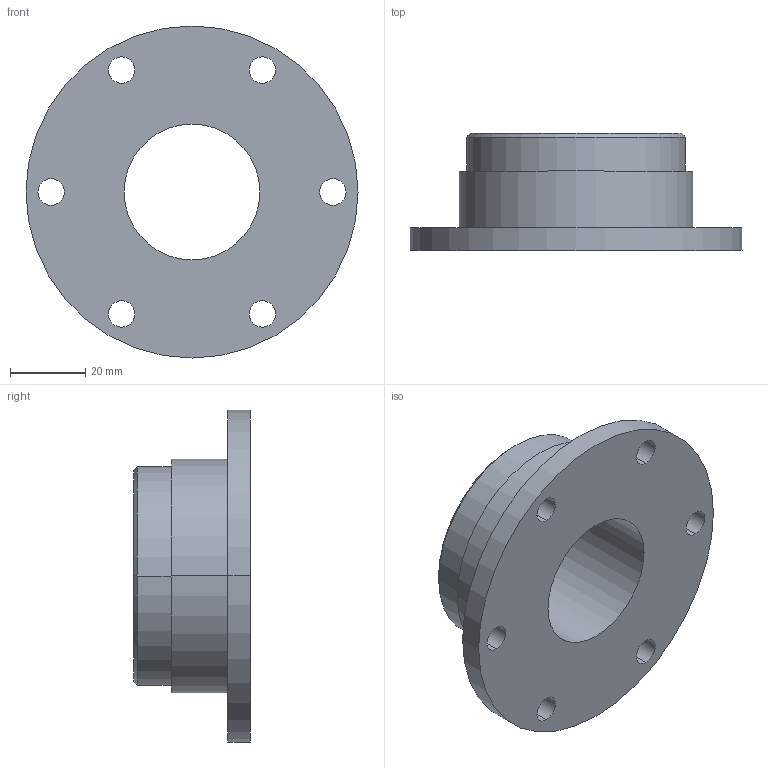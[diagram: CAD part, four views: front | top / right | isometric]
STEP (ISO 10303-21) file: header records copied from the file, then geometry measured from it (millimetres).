
FILE_DESCRIPTION(('TEST ROUND 1 IO1','catia model test','test','CATIA model tolerance 0.02000'),'2;1');
FILE_NAME('test','2002-01-10T18:04:45+1:00',('Winfried Weber'),('T-Systems ITS GmbH','CAD/CAM','Fasanenweg 9','D-70771 Leinfelden-Echterdingen'),'T-Systems : CATIA V4-->STEP Version 4.1.1.4','CATIA V4','none');
FILE_SCHEMA(('AUTOMOTIVE_DESIGN { 1 0 10303 214 1 1 1 1 }'));
Length unit declared in the file: millimetre
Products named in the file (1): Test
Bounding box: 88 x 31 x 88 mm (x, y, z)
Volume: 75170 mm3; surface area: 20258.9 mm2
Topology: 1 solids, 1 shells, 26 faces, 64 edges, 42 vertices
Faces by surface type: bspline 22, plane 4
Entity records: 2235 total; most frequent: CARTESIAN_POINT 1142, B_SPLINE_CURVE_WITH_KNOTS 128, DEFINITIONAL_REPRESENTATION 128, PCURVE 128, ORIENTED_EDGE 128, DIRECTION 118, EDGE_CURVE 64, SURFACE_CURVE 64
